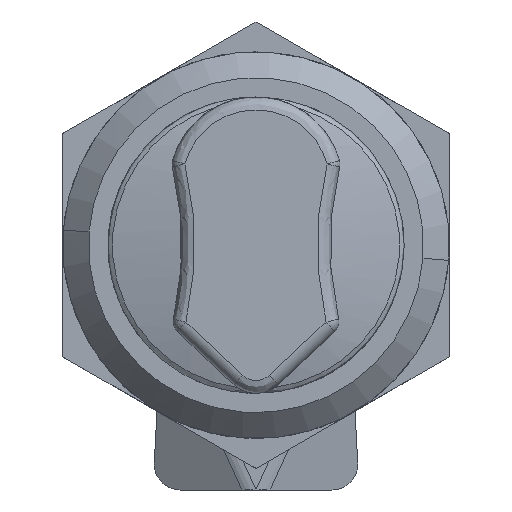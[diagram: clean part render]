
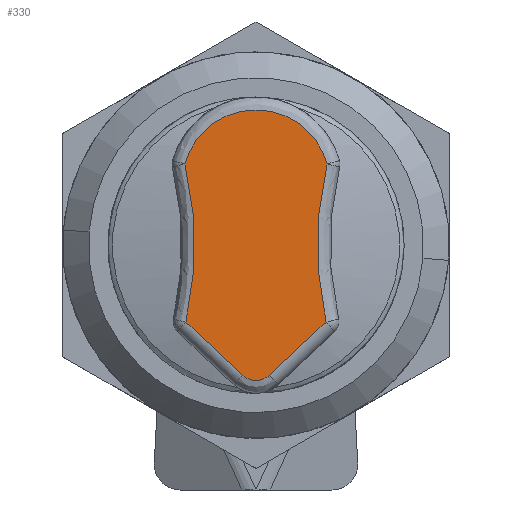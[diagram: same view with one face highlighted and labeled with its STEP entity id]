
A CAD part, front view. The second image highlights one B-rep face of the part: STEP entity #330.
In plain terms, the highlighted planar face has unit normal (0, -1, 0).
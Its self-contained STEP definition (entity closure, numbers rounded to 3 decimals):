
#330=ADVANCED_FACE('',(#1439),#1438,.T.);
#1438=PLANE('',#2543);
#1439=FACE_OUTER_BOUND('',#2544,.T.);
#2540=CARTESIAN_POINT('',(-6.622,-18.,-13.216));
#2541=DIRECTION('',(0.,-1.,0.));
#2542=DIRECTION('',(1.,0.,0.));
#2543=AXIS2_PLACEMENT_3D('',#2540,#2541,#2542);
#2544=EDGE_LOOP('',(#3378,#3379,#3380,#3381,#3382,#3383));
#3378=ORIENTED_EDGE('',*,*,#3759,.F.);
#3379=ORIENTED_EDGE('',*,*,#3763,.F.);
#3380=ORIENTED_EDGE('',*,*,#3765,.F.);
#3381=ORIENTED_EDGE('',*,*,#3743,.F.);
#3382=ORIENTED_EDGE('',*,*,#3750,.F.);
#3383=ORIENTED_EDGE('',*,*,#3755,.F.);
#3743=EDGE_CURVE('',#5344,#5428,#5429,.T.);
#3750=EDGE_CURVE('',#5366,#5344,#5474,.T.);
#3755=EDGE_CURVE('',#5386,#5366,#5506,.T.);
#3759=EDGE_CURVE('',#5407,#5386,#5530,.T.);
#3763=EDGE_CURVE('',#5549,#5407,#5556,.T.);
#3765=EDGE_CURVE('',#5428,#5549,#5568,.T.);
#5344=VERTEX_POINT('',#7381);
#5366=VERTEX_POINT('',#7396);
#5386=VERTEX_POINT('',#7416);
#5407=VERTEX_POINT('',#7443);
#5428=VERTEX_POINT('',#7457);
#5429=LINE('',#7458,#7459);
#5474=CIRCLE('',#7494,26.207);
#5506=CIRCLE('',#7530,5.725);
#5530=CIRCLE('',#7544,26.206);
#5549=VERTEX_POINT('',#7552);
#5556=LINE('',#7557,#7558);
#5568=CIRCLE('',#7566,1.501);
#7381=CARTESIAN_POINT('',(5.439,-18.,-5.97));
#7396=CARTESIAN_POINT('',(5.518,-18.,6.3));
#7416=CARTESIAN_POINT('',(-5.518,-18.,6.3));
#7443=CARTESIAN_POINT('',(-5.439,-18.,-5.97));
#7457=CARTESIAN_POINT('',(1.033,-18.,-10.087));
#7458=CARTESIAN_POINT('',(5.439,-18.,-5.97));
#7459=VECTOR('',#7460,6.03);
#7460=DIRECTION('',(-0.731,0.,-0.683));
#7491=CARTESIAN_POINT('',(30.956,-18.,0.));
#7492=DIRECTION('',(0.,-1.,0.));
#7493=DIRECTION('',(0.971,0.,-0.24));
#7494=AXIS2_PLACEMENT_3D('',#7491,#7492,#7493);
#7527=CARTESIAN_POINT('',(0.,-18.,4.775));
#7528=DIRECTION('',(0.,1.,0.));
#7529=DIRECTION('',(0.964,0.,-0.266));
#7530=AXIS2_PLACEMENT_3D('',#7527,#7528,#7529);
#7541=CARTESIAN_POINT('',(-30.956,-18.,0.));
#7542=DIRECTION('',(0.,-1.,0.));
#7543=DIRECTION('',(-0.974,0.,0.228));
#7544=AXIS2_PLACEMENT_3D('',#7541,#7542,#7543);
#7552=CARTESIAN_POINT('',(-1.024,-18.,-10.096));
#7557=CARTESIAN_POINT('',(-1.024,-18.,-10.096));
#7558=VECTOR('',#7559,6.042);
#7559=DIRECTION('',(-0.731,0.,0.683));
#7563=CARTESIAN_POINT('',(0.,-18.,-8.999));
#7564=DIRECTION('',(0.,1.,0.));
#7565=DIRECTION('',(-0.689,0.,0.725));
#7566=AXIS2_PLACEMENT_3D('',#7563,#7564,#7565);
